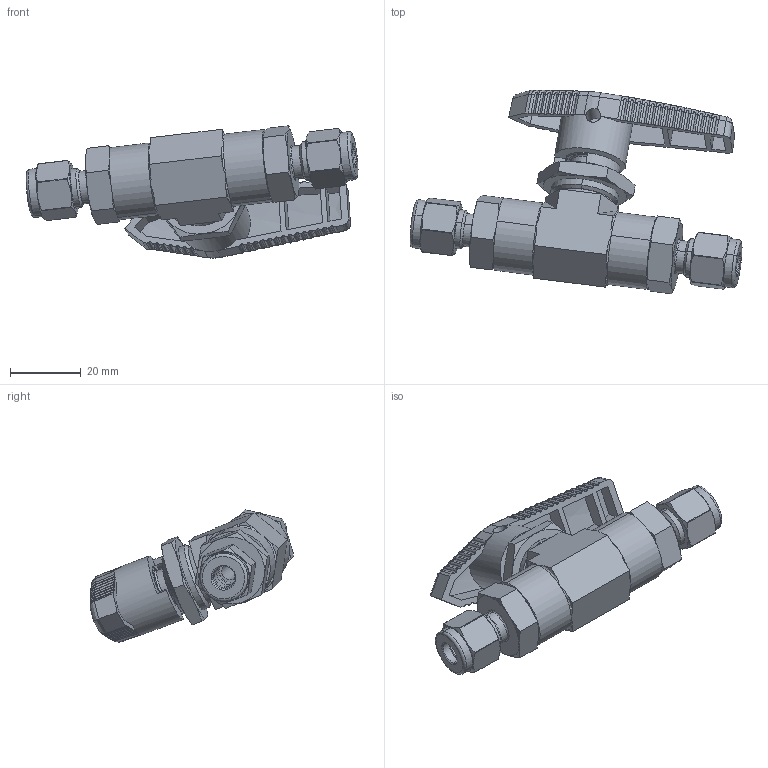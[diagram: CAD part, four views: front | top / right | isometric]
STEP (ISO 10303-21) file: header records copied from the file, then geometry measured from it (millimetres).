
FILE_DESCRIPTION(('FreeCAD Model'),'2;1');
FILE_NAME('Open CASCADE Shape Model','2025-12-09T09:54:46',('Author'),( ''),'Open CASCADE STEP processor 7.8','FreeCAD','Unknown');
FILE_SCHEMA(('AUTOMOTIVE_DESIGN { 1 0 10303 214 1 1 1 1 }'));
Length unit declared in the file: millimetre
Products named in the file (5): BVN9-2B-D-4T-PK-S002; 2; -; COMPOUND; 1
Assembly tree (4 placements, depth 3):
  BVN9-2B-D-4T-PK-S002
    2
      -
      COMPOUND
    1
Bounding box: 93.96 x 57.69 x 37.48 mm (x, y, z)
Volume: 35062.8 mm3; surface area: 16933.7 mm2
Topology: 2 solids, 2 shells, 627 faces, 1525 edges, 967 vertices
Faces by surface type: cylinder 203, plane 153, cone 105, bspline 100, torus 62, sphere 4
Full cylindrical faces by diameter (mm): 4.2 x1, 13.8 x1, 20.2 x1
Entity records: 24695 total; most frequent: CARTESIAN_POINT 10339, ORIENTED_EDGE 3034, DIRECTION 2936, EDGE_CURVE 1517, AXIS2_PLACEMENT_3D 1226, VERTEX_POINT 943, FACE_BOUND 680, EDGE_LOOP 680
